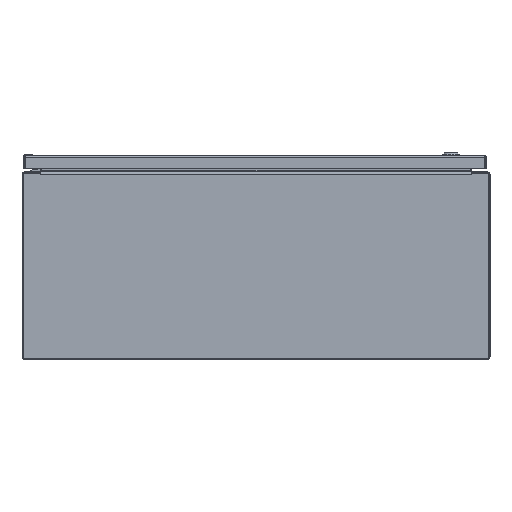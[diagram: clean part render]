
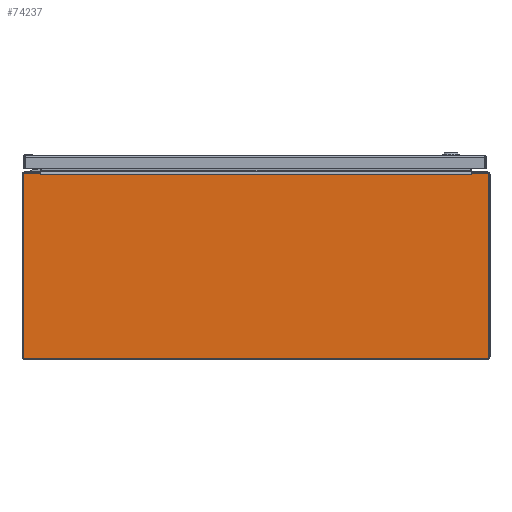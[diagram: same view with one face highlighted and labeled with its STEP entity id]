
A CAD part, front view. The second image highlights one B-rep face of the part: STEP entity #74237.
In plain terms, the highlighted planar face has unit normal (0, -1, 0).
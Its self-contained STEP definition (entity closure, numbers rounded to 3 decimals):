
#217 = DIRECTION ( 'NONE',  ( -1., 0., 0. ) ) ;
#1825 = ORIENTED_EDGE ( 'NONE', *, *, #62995, .T. ) ;
#2051 = EDGE_CURVE ( 'NONE', #71053, #114391, #113035, .T. ) ;
#2620 = VECTOR ( 'NONE', #115025, 39.37 ) ;
#3336 = EDGE_CURVE ( 'NONE', #13946, #38616, #64452, .T. ) ;
#3344 = ORIENTED_EDGE ( 'NONE', *, *, #116944, .T. ) ;
#4026 = EDGE_CURVE ( 'NONE', #24873, #102206, #29953, .T. ) ;
#5990 = DIRECTION ( 'NONE',  ( -0.174, 0., -0.985 ) ) ;
#6264 = EDGE_CURVE ( 'NONE', #122300, #91844, #85343, .T. ) ;
#6409 = EDGE_CURVE ( 'NONE', #114391, #40685, #90825, .T. ) ;
#6686 = CARTESIAN_POINT ( 'NONE',  ( 14.857, -15., 5.857 ) ) ;
#7475 = CARTESIAN_POINT ( 'NONE',  ( -14.857, -15., -5.937 ) ) ;
#9165 = VERTEX_POINT ( 'NONE', #11714 ) ;
#9896 = ORIENTED_EDGE ( 'NONE', *, *, #6409, .T. ) ;
#11714 = CARTESIAN_POINT ( 'NONE',  ( -13.798, -15., 5.855 ) ) ;
#11914 = DIRECTION ( 'NONE',  ( 0., 0., -1. ) ) ;
#13136 = CARTESIAN_POINT ( 'NONE',  ( -14.937, -15., 5.857 ) ) ;
#13946 = VERTEX_POINT ( 'NONE', #120468 ) ;
#14336 = DIRECTION ( 'NONE',  ( 0., 0., 1. ) ) ;
#14979 = FACE_OUTER_BOUND ( 'NONE', #86223, .T. ) ;
#15943 = DIRECTION ( 'NONE',  ( 0., -1., 0. ) ) ;
#19475 = CARTESIAN_POINT ( 'NONE',  ( -14.937, -15., 0. ) ) ;
#19978 = LINE ( 'NONE', #67591, #111971 ) ;
#20429 = DIRECTION ( 'NONE',  ( 0., 0., -1. ) ) ;
#21272 = AXIS2_PLACEMENT_3D ( 'NONE', #105170, #58744, #20429 ) ;
#24604 = DIRECTION ( 'NONE',  ( 0., 0., -1. ) ) ;
#24873 = VERTEX_POINT ( 'NONE', #13136 ) ;
#24944 = CARTESIAN_POINT ( 'NONE',  ( 0., -15., 5.855 ) ) ;
#25207 = ORIENTED_EDGE ( 'NONE', *, *, #36340, .T. ) ;
#26065 = DIRECTION ( 'NONE',  ( 0., -1., 0. ) ) ;
#27071 = CARTESIAN_POINT ( 'NONE',  ( 14.937, -15., 5.857 ) ) ;
#27984 = VECTOR ( 'NONE', #102179, 39.37 ) ;
#28747 = DIRECTION ( 'NONE',  ( 0., 0., -1. ) ) ;
#29953 = LINE ( 'NONE', #19475, #30394 ) ;
#30394 = VECTOR ( 'NONE', #28747, 39.37 ) ;
#32268 = CARTESIAN_POINT ( 'NONE',  ( 0., -15., 5.855 ) ) ;
#33244 = EDGE_CURVE ( 'NONE', #102206, #122300, #64674, .T. ) ;
#34317 = ORIENTED_EDGE ( 'NONE', *, *, #3336, .T. ) ;
#36340 = EDGE_CURVE ( 'NONE', #40685, #13946, #45529, .T. ) ;
#38616 = VERTEX_POINT ( 'NONE', #44525 ) ;
#39537 = VERTEX_POINT ( 'NONE', #70660 ) ;
#40685 = VERTEX_POINT ( 'NONE', #100001 ) ;
#41204 = EDGE_CURVE ( 'NONE', #88664, #39537, #81003, .T. ) ;
#41679 = AXIS2_PLACEMENT_3D ( 'NONE', #121338, #26065, #54525 ) ;
#42596 = CARTESIAN_POINT ( 'NONE',  ( 0., -15., 5.937 ) ) ;
#44525 = CARTESIAN_POINT ( 'NONE',  ( 13.798, -15., 5.855 ) ) ;
#45347 = EDGE_CURVE ( 'NONE', #9165, #88664, #116435, .T. ) ;
#45529 = LINE ( 'NONE', #109266, #116427 ) ;
#47120 = ORIENTED_EDGE ( 'NONE', *, *, #2051, .T. ) ;
#47621 = CARTESIAN_POINT ( 'NONE',  ( 0., -15., -5.937 ) ) ;
#49745 = ORIENTED_EDGE ( 'NONE', *, *, #108914, .T. ) ;
#50127 = CIRCLE ( 'NONE', #117040, 0.08 ) ;
#50268 = CARTESIAN_POINT ( 'NONE',  ( -14.857, -15., -5.857 ) ) ;
#50285 = CARTESIAN_POINT ( 'NONE',  ( 14.857, -15., -5.937 ) ) ;
#51043 = ORIENTED_EDGE ( 'NONE', *, *, #33244, .T. ) ;
#52847 = CARTESIAN_POINT ( 'NONE',  ( -13.814, -15., 5.855 ) ) ;
#53935 = CARTESIAN_POINT ( 'NONE',  ( 13.806, -15., 5.855 ) ) ;
#53996 = VECTOR ( 'NONE', #79708, 39.37 ) ;
#54525 = DIRECTION ( 'NONE',  ( 0., 0., -1. ) ) ;
#58744 = DIRECTION ( 'NONE',  ( 0., -1., 0. ) ) ;
#60839 = VECTOR ( 'NONE', #70013, 39.37 ) ;
#61475 = DIRECTION ( 'NONE',  ( -1., 0., 0. ) ) ;
#62995 = EDGE_CURVE ( 'NONE', #88473, #24873, #80507, .T. ) ;
#63171 = LINE ( 'NONE', #89788, #106547 ) ;
#64452 = LINE ( 'NONE', #53935, #27984 ) ;
#64674 = CIRCLE ( 'NONE', #108128, 0.08 ) ;
#65955 = ORIENTED_EDGE ( 'NONE', *, *, #6264, .T. ) ;
#66520 = DIRECTION ( 'NONE',  ( 0., -1., 0. ) ) ;
#67277 = CARTESIAN_POINT ( 'NONE',  ( 14.857, -15., 5.937 ) ) ;
#67591 = CARTESIAN_POINT ( 'NONE',  ( 0., -15., 5.937 ) ) ;
#70013 = DIRECTION ( 'NONE',  ( -1., 0., 0. ) ) ;
#70660 = CARTESIAN_POINT ( 'NONE',  ( -13.828, -15., 5.937 ) ) ;
#71053 = VERTEX_POINT ( 'NONE', #27071 ) ;
#72887 = ORIENTED_EDGE ( 'NONE', *, *, #45347, .T. ) ;
#74237 = ADVANCED_FACE ( 'NONE', ( #14979 ), #81152, .T. ) ;
#77062 = ORIENTED_EDGE ( 'NONE', *, *, #41204, .T. ) ;
#79226 = ORIENTED_EDGE ( 'NONE', *, *, #4026, .T. ) ;
#79708 = DIRECTION ( 'NONE',  ( -1., 0., 0. ) ) ;
#79810 = CARTESIAN_POINT ( 'NONE',  ( 14.937, -15., -5.857 ) ) ;
#80041 = LINE ( 'NONE', #24944, #113225 ) ;
#80507 = CIRCLE ( 'NONE', #21272, 0.08 ) ;
#80705 = EDGE_CURVE ( 'NONE', #38616, #9165, #80041, .T. ) ;
#81003 = LINE ( 'NONE', #116290, #82753 ) ;
#81152 = PLANE ( 'NONE',  #41679 ) ;
#82753 = VECTOR ( 'NONE', #98334, 39.37 ) ;
#85086 = CARTESIAN_POINT ( 'NONE',  ( 14.857, -15., -5.857 ) ) ;
#85343 = LINE ( 'NONE', #47621, #2620 ) ;
#86223 = EDGE_LOOP ( 'NONE', ( #98432, #1825, #79226, #51043, #65955, #3344, #49745, #47120, #9896, #25207, #34317, #87434, #72887, #77062 ) ) ;
#86682 = VERTEX_POINT ( 'NONE', #79810 ) ;
#87434 = ORIENTED_EDGE ( 'NONE', *, *, #80705, .T. ) ;
#88473 = VERTEX_POINT ( 'NONE', #94997 ) ;
#88664 = VERTEX_POINT ( 'NONE', #52847 ) ;
#89788 = CARTESIAN_POINT ( 'NONE',  ( 14.937, -15., 0. ) ) ;
#90231 = EDGE_CURVE ( 'NONE', #39537, #88473, #19978, .T. ) ;
#90825 = LINE ( 'NONE', #42596, #53996 ) ;
#91844 = VERTEX_POINT ( 'NONE', #50285 ) ;
#94997 = CARTESIAN_POINT ( 'NONE',  ( -14.857, -15., 5.937 ) ) ;
#97886 = CARTESIAN_POINT ( 'NONE',  ( -14.937, -15., -5.857 ) ) ;
#98334 = DIRECTION ( 'NONE',  ( -0.174, 0., 0.985 ) ) ;
#98432 = ORIENTED_EDGE ( 'NONE', *, *, #90231, .T. ) ;
#100001 = CARTESIAN_POINT ( 'NONE',  ( 13.828, -15., 5.937 ) ) ;
#102179 = DIRECTION ( 'NONE',  ( -1., 0., 0. ) ) ;
#102206 = VERTEX_POINT ( 'NONE', #97886 ) ;
#104253 = DIRECTION ( 'NONE',  ( 0., 0., -1. ) ) ;
#105170 = CARTESIAN_POINT ( 'NONE',  ( -14.857, -15., 5.857 ) ) ;
#106547 = VECTOR ( 'NONE', #14336, 39.37 ) ;
#107141 = DIRECTION ( 'NONE',  ( 0., -1., 0. ) ) ;
#108128 = AXIS2_PLACEMENT_3D ( 'NONE', #50268, #107141, #11914 ) ;
#108914 = EDGE_CURVE ( 'NONE', #86682, #71053, #63171, .T. ) ;
#109266 = CARTESIAN_POINT ( 'NONE',  ( 13.828, -15., 5.937 ) ) ;
#111971 = VECTOR ( 'NONE', #217, 39.37 ) ;
#113035 = CIRCLE ( 'NONE', #114986, 0.08 ) ;
#113225 = VECTOR ( 'NONE', #61475, 39.37 ) ;
#114391 = VERTEX_POINT ( 'NONE', #67277 ) ;
#114986 = AXIS2_PLACEMENT_3D ( 'NONE', #6686, #15943, #24604 ) ;
#115025 = DIRECTION ( 'NONE',  ( 1., 0., 0. ) ) ;
#116290 = CARTESIAN_POINT ( 'NONE',  ( -13.814, -15., 5.855 ) ) ;
#116427 = VECTOR ( 'NONE', #5990, 39.37 ) ;
#116435 = LINE ( 'NONE', #32268, #60839 ) ;
#116944 = EDGE_CURVE ( 'NONE', #91844, #86682, #50127, .T. ) ;
#117040 = AXIS2_PLACEMENT_3D ( 'NONE', #85086, #66520, #104253 ) ;
#120468 = CARTESIAN_POINT ( 'NONE',  ( 13.814, -15., 5.855 ) ) ;
#121338 = CARTESIAN_POINT ( 'NONE',  ( 0., -15., 0. ) ) ;
#122300 = VERTEX_POINT ( 'NONE', #7475 ) ;
